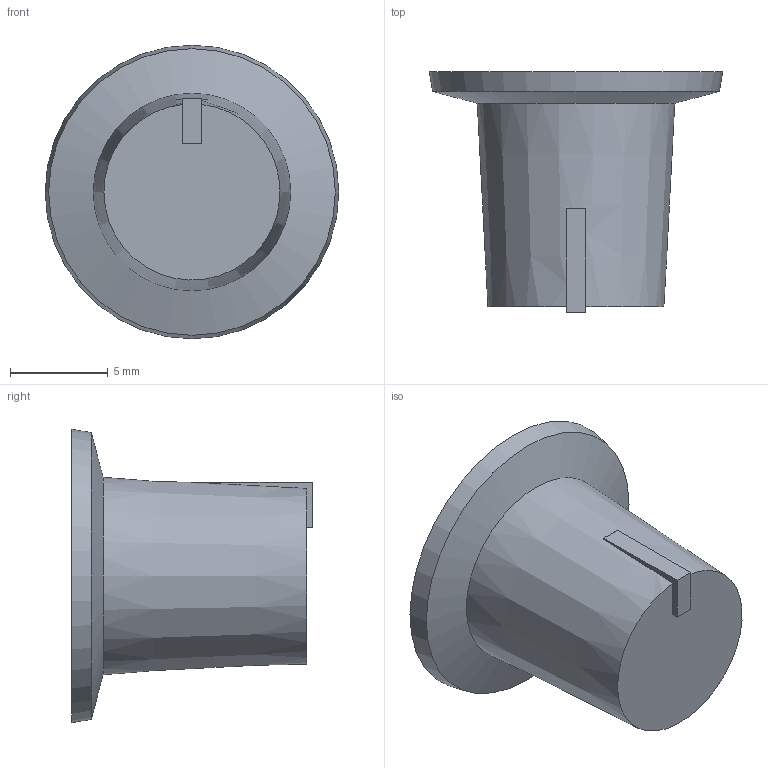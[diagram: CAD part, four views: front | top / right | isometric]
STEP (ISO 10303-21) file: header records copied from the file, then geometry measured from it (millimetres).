
FILE_DESCRIPTION(('FreeCAD Model'),'2;1');
FILE_NAME('Poti_15x12.step' ,'2021-01-23T18:32:02',('Author'),(''), 'Open CASCADE STEP processor 7.3','FreeCAD','Unknown');
FILE_SCHEMA(('AUTOMOTIVE_DESIGN { 1 0 10303 214 1 1 1 1 }'));
Length unit declared in the file: millimetre
Products named in the file (1): Poti_15x12
Bounding box: 15 x 12.3 x 15 mm (x, y, z)
Volume: 992.5 mm3; surface area: 752.1 mm2
Topology: 2 solids, 2 shells, 15 faces, 31 edges, 20 vertices
Faces by surface type: plane 12, cone 3
Entity records: 931 total; most frequent: CARTESIAN_POINT 151, DIRECTION 130, LINE 77, VECTOR 77, ORIENTED_EDGE 62, PCURVE 62, DEFINITIONAL_REPRESENTATION 62, EDGE_CURVE 31
